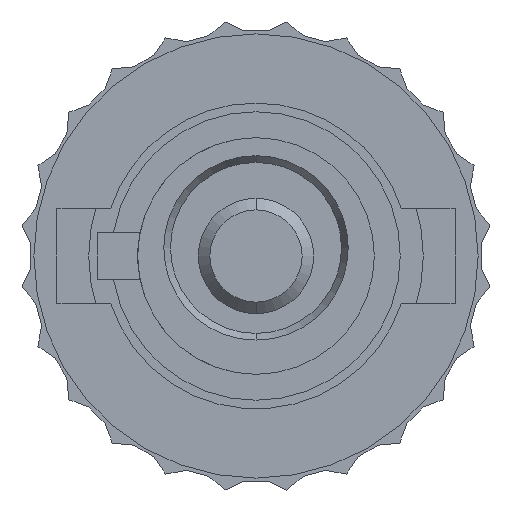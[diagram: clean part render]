
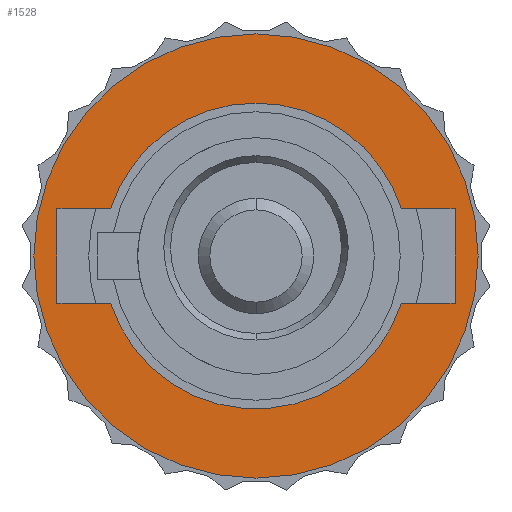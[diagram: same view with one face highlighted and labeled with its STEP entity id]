
A CAD part, left-side view. The second image highlights one B-rep face of the part: STEP entity #1528.
In plain terms, the highlighted face is planar.
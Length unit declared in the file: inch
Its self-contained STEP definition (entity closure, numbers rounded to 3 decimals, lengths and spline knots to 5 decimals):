
#598 = DIRECTION ( 'NONE',  ( 0., 0., 1. ) ) ;
#635 = CARTESIAN_POINT ( 'NONE',  ( -0.126, 0.45, 0.041 ) ) ;
#637 = DIRECTION ( 'NONE',  ( 1., 0., 0. ) ) ;
#643 = CARTESIAN_POINT ( 'NONE',  ( 0.1725, 0.45, -0.041 ) ) ;
#645 = DIRECTION ( 'NONE',  ( 0., 0., -1. ) ) ;
#648 = CARTESIAN_POINT ( 'NONE',  ( 0., 0.45, 0. ) ) ;
#649 = DIRECTION ( 'NONE',  ( 0., 1., 0. ) ) ;
#651 = CARTESIAN_POINT ( 'NONE',  ( 0.1725, 0.45, 0.041 ) ) ;
#654 = DIRECTION ( 'NONE',  ( 0., 0., 1. ) ) ;
#656 = DIRECTION ( 'NONE',  ( 1., 0., 0. ) ) ;
#683 = CARTESIAN_POINT ( 'NONE',  ( 0., 0.45, 0. ) ) ;
#689 = DIRECTION ( 'NONE',  ( 0., 1., 0. ) ) ;
#785 = CARTESIAN_POINT ( 'NONE',  ( -0.1725, 0.45, -0.041 ) ) ;
#810 = CARTESIAN_POINT ( 'NONE',  ( -0.1725, 0.45, 0.041 ) ) ;
#1234 = ORIENTED_EDGE ( 'NONE', *, *, #4293, .T. ) ;
#1235 = ORIENTED_EDGE ( 'NONE', *, *, #3806, .T. ) ;
#1237 = ORIENTED_EDGE ( 'NONE', *, *, #3842, .F. ) ;
#1238 = ORIENTED_EDGE ( 'NONE', *, *, #3775, .F. ) ;
#1239 = ORIENTED_EDGE ( 'NONE', *, *, #3780, .F. ) ;
#1240 = ORIENTED_EDGE ( 'NONE', *, *, #3789, .F. ) ;
#1241 = ORIENTED_EDGE ( 'NONE', *, *, #4242, .F. ) ;
#1242 = ORIENTED_EDGE ( 'NONE', *, *, #4244, .F. ) ;
#1243 = ORIENTED_EDGE ( 'NONE', *, *, #4294, .F. ) ;
#1244 = ORIENTED_EDGE ( 'NONE', *, *, #4204, .F. ) ;
#1245 = ORIENTED_EDGE ( 'NONE', *, *, #4243, .F. ) ;
#1528 = ADVANCED_FACE ( 'NONE', ( #4843, #4847 ), #3426, .T. ) ;
#1822 = CARTESIAN_POINT ( 'NONE',  ( 0.126, 0.45, -0.041 ) ) ;
#1842 = DIRECTION ( 'NONE',  ( 0., 0., 1. ) ) ;
#1843 = DIRECTION ( 'NONE',  ( 0., 1., 0. ) ) ;
#1846 = CARTESIAN_POINT ( 'NONE',  ( 0., 0.45, 0. ) ) ;
#1855 = DIRECTION ( 'NONE',  ( -1., 0., 0. ) ) ;
#1856 = CARTESIAN_POINT ( 'NONE',  ( 0.1725, 0.45, -0.041 ) ) ;
#1868 = CARTESIAN_POINT ( 'NONE',  ( 0., 0.45, -0.1925 ) ) ;
#1930 = DIRECTION ( 'NONE',  ( 0., 0., 1. ) ) ;
#1932 = DIRECTION ( 'NONE',  ( 0., 1., 0. ) ) ;
#1933 = CARTESIAN_POINT ( 'NONE',  ( 0., 0.45, 0. ) ) ;
#1961 = DIRECTION ( 'NONE',  ( 0., 0., 1. ) ) ;
#1966 = DIRECTION ( 'NONE',  ( 0., 0., 1. ) ) ;
#1967 = DIRECTION ( 'NONE',  ( 0., 1., 0. ) ) ;
#1968 = CARTESIAN_POINT ( 'NONE',  ( 0., 0.45, 0. ) ) ;
#1969 = CARTESIAN_POINT ( 'NONE',  ( -0.126, 0.45, -0.041 ) ) ;
#1970 = CARTESIAN_POINT ( 'NONE',  ( -0.1725, 0.45, -0.041 ) ) ;
#1995 = DIRECTION ( 'NONE',  ( -1., 0., 0. ) ) ;
#2252 = CARTESIAN_POINT ( 'NONE',  ( -0.126, 0.45, -0.041 ) ) ;
#2254 = CARTESIAN_POINT ( 'NONE',  ( 0., 0.45, 0.1925 ) ) ;
#2255 = CARTESIAN_POINT ( 'NONE',  ( -0.126, 0.45, 0.041 ) ) ;
#2281 = CARTESIAN_POINT ( 'NONE',  ( 0.1725, 0.45, 0.041 ) ) ;
#2319 = CARTESIAN_POINT ( 'NONE',  ( 0., 0.45, 0.1325 ) ) ;
#2322 = CARTESIAN_POINT ( 'NONE',  ( 0.126, 0.45, 0.041 ) ) ;
#2338 = CARTESIAN_POINT ( 'NONE',  ( 0.1725, 0.45, -0.041 ) ) ;
#2974 = VERTEX_POINT ( 'NONE', #1868 ) ;
#2985 = VERTEX_POINT ( 'NONE', #1822 ) ;
#3008 = VERTEX_POINT ( 'NONE', #2319 ) ;
#3020 = VERTEX_POINT ( 'NONE', #2338 ) ;
#3028 = VERTEX_POINT ( 'NONE', #2322 ) ;
#3044 = VERTEX_POINT ( 'NONE', #2281 ) ;
#3052 = VERTEX_POINT ( 'NONE', #2255 ) ;
#3053 = VERTEX_POINT ( 'NONE', #2254 ) ;
#3054 = VERTEX_POINT ( 'NONE', #2252 ) ;
#3400 = DIRECTION ( 'NONE',  ( 0., 0., 1. ) ) ;
#3402 = DIRECTION ( 'NONE',  ( 0., 1., 0. ) ) ;
#3403 = CARTESIAN_POINT ( 'NONE',  ( 0., 0.45, 0. ) ) ;
#3426 = PLANE ( 'NONE',  #6126 ) ;
#3775 = EDGE_CURVE ( 'NONE', #2985, #3054, #5678, .T. ) ;
#3780 = EDGE_CURVE ( 'NONE', #3054, #4651, #5670, .T. ) ;
#3789 = EDGE_CURVE ( 'NONE', #4651, #4648, #5681, .T. ) ;
#3806 = EDGE_CURVE ( 'NONE', #2974, #3053, #5693, .T. ) ;
#3842 = EDGE_CURVE ( 'NONE', #3020, #2985, #5722, .T. ) ;
#4204 = EDGE_CURVE ( 'NONE', #3052, #3008, #5724, .T. ) ;
#4242 = EDGE_CURVE ( 'NONE', #4648, #3052, #5788, .T. ) ;
#4243 = EDGE_CURVE ( 'NONE', #3044, #3020, #5790, .T. ) ;
#4244 = EDGE_CURVE ( 'NONE', #3028, #3044, #5792, .T. ) ;
#4293 = EDGE_CURVE ( 'NONE', #3053, #2974, #4401, .T. ) ;
#4294 = EDGE_CURVE ( 'NONE', #3008, #3028, #4403, .T. ) ;
#4401 = CIRCLE ( 'NONE', #6216, 0.1925 ) ;
#4403 = CIRCLE ( 'NONE', #6217, 0.1325 ) ;
#4648 = VERTEX_POINT ( 'NONE', #810 ) ;
#4651 = VERTEX_POINT ( 'NONE', #785 ) ;
#4843 = FACE_BOUND ( 'NONE', #6423, .T. ) ;
#4847 = FACE_OUTER_BOUND ( 'NONE', #6392, .T. ) ;
#5670 = LINE ( 'NONE', #1969, #5682 ) ;
#5678 = CIRCLE ( 'NONE', #6184, 0.1325 ) ;
#5681 = LINE ( 'NONE', #1970, #5686 ) ;
#5682 = VECTOR ( 'NONE', #1995, 39.37008 ) ;
#5686 = VECTOR ( 'NONE', #1961, 39.37008 ) ;
#5693 = CIRCLE ( 'NONE', #6185, 0.1925 ) ;
#5722 = LINE ( 'NONE', #1856, #5725 ) ;
#5724 = CIRCLE ( 'NONE', #6186, 0.1325 ) ;
#5725 = VECTOR ( 'NONE', #1855, 39.37008 ) ;
#5788 = LINE ( 'NONE', #635, #5791 ) ;
#5790 = LINE ( 'NONE', #643, #5793 ) ;
#5791 = VECTOR ( 'NONE', #637, 39.37008 ) ;
#5792 = LINE ( 'NONE', #651, #5794 ) ;
#5793 = VECTOR ( 'NONE', #645, 39.37008 ) ;
#5794 = VECTOR ( 'NONE', #656, 39.37008 ) ;
#6126 = AXIS2_PLACEMENT_3D ( 'NONE', #3403, #3402, #3400 ) ;
#6184 = AXIS2_PLACEMENT_3D ( 'NONE', #1968, #1967, #1966 ) ;
#6185 = AXIS2_PLACEMENT_3D ( 'NONE', #1933, #1932, #1930 ) ;
#6186 = AXIS2_PLACEMENT_3D ( 'NONE', #1846, #1843, #1842 ) ;
#6216 = AXIS2_PLACEMENT_3D ( 'NONE', #648, #649, #654 ) ;
#6217 = AXIS2_PLACEMENT_3D ( 'NONE', #683, #689, #598 ) ;
#6392 = EDGE_LOOP ( 'NONE', ( #1235, #1234 ) ) ;
#6423 = EDGE_LOOP ( 'NONE', ( #1245, #1242, #1243, #1244, #1241, #1240, #1239, #1238, #1237 ) ) ;
